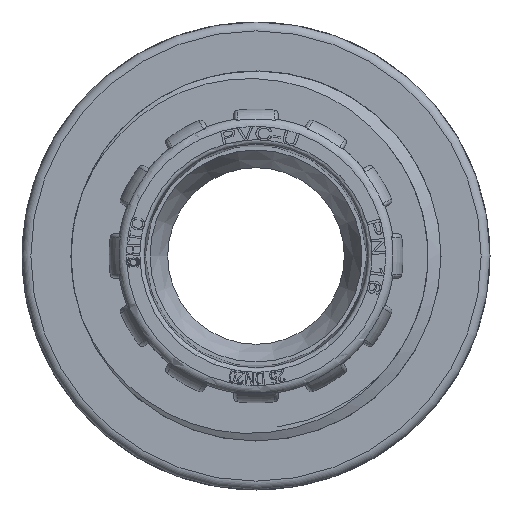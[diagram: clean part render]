
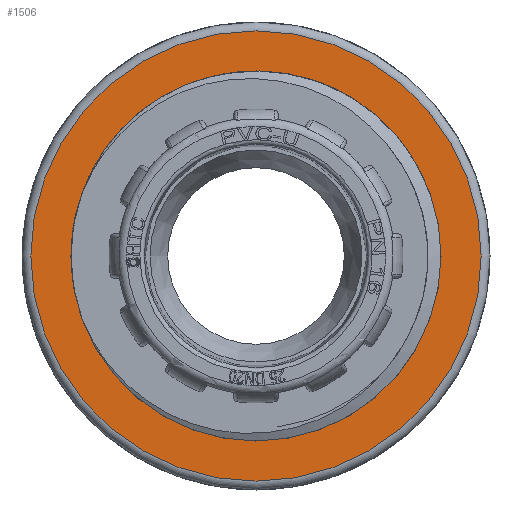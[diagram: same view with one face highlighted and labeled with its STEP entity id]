
A CAD part, front view. The second image highlights one B-rep face of the part: STEP entity #1506.
In plain terms, the highlighted planar face has unit normal (0, -1, 0).
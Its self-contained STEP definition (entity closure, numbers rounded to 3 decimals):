
#1506=ADVANCED_FACE('',(#4693,#4694),#2237,.T.);
#2237=PLANE('',#15598);
#2746=CIRCLE('',#15595,20.955);
#2747=CIRCLE('',#15597,25.5);
#4693=FACE_BOUND('',#4986,.T.);
#4694=FACE_BOUND('',#4987,.T.);
#4986=EDGE_LOOP('',(#6791));
#4987=EDGE_LOOP('',(#6792));
#6791=ORIENTED_EDGE('',*,*,#12323,.T.);
#6792=ORIENTED_EDGE('',*,*,#12322,.T.);
#10680=VERTEX_POINT('',#25420);
#10681=VERTEX_POINT('',#25967);
#12322=EDGE_CURVE('',#10680,#10680,#2746,.T.);
#12323=EDGE_CURVE('',#10681,#10681,#2747,.T.);
#15595=AXIS2_PLACEMENT_3D('',#25419,#17012,#17013);
#15597=AXIS2_PLACEMENT_3D('',#25966,#17016,#17017);
#15598=AXIS2_PLACEMENT_3D('',#25968,#17018,#17019);
#17012=DIRECTION('',(0.,1.,0.));
#17013=DIRECTION('',(-1.,0.,0.));
#17016=DIRECTION('',(0.,-1.,0.));
#17017=DIRECTION('',(-1.,0.,0.));
#17018=DIRECTION('',(0.,-1.,0.));
#17019=DIRECTION('',(-1.,0.,0.));
#25419=CARTESIAN_POINT('',(365.421,583.144,0.));
#25420=CARTESIAN_POINT('',(344.466,583.144,0.));
#25966=CARTESIAN_POINT('',(365.421,583.144,0.));
#25967=CARTESIAN_POINT('',(339.921,583.144,0.));
#25968=CARTESIAN_POINT('',(365.421,583.144,0.));
